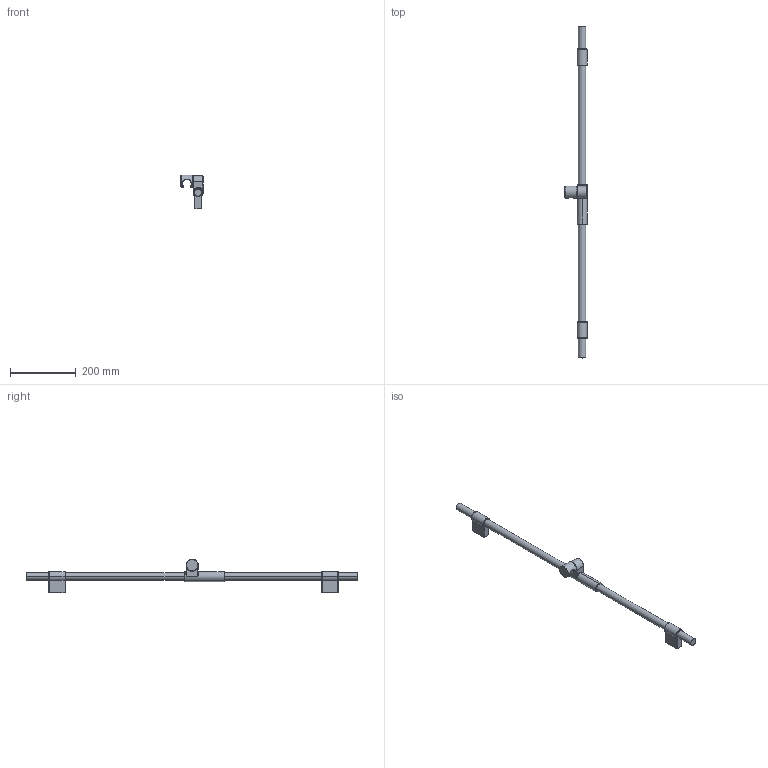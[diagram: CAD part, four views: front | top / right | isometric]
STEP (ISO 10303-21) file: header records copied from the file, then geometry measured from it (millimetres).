
FILE_DESCRIPTION (( 'STEP AP203' ), '1' );
FILE_NAME ('253409(2017)+04790200.STEP', '2019-06-12T11:48:52', ( '' ), ( '' ), 'SwSTEP 2.0', 'SolidWorks 2016', '' );
FILE_SCHEMA (( 'CONFIG_CONTROL_DESIGN' ));
Length unit declared in the file: millimetre
Products named in the file (1): 253409(2017)+04790200
Bounding box: 67.4 x 1010 x 103.39 mm (x, y, z)
Volume: 611766.5 mm3; surface area: 99588.3 mm2
Topology: 1 solids, 1 shells, 87 faces, 199 edges, 117 vertices
Faces by surface type: cylinder 35, torus 21, plane 21, bspline 6, cone 4
Entity records: 3661 total; most frequent: CARTESIAN_POINT 1633, DIRECTION 441, ORIENTED_EDGE 390, EDGE_CURVE 195, AXIS2_PLACEMENT_3D 188, VERTEX_POINT 117, CIRCLE 106, EDGE_LOOP 94
